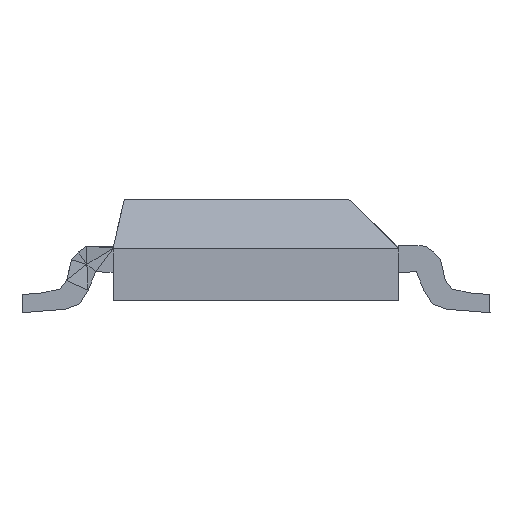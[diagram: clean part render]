
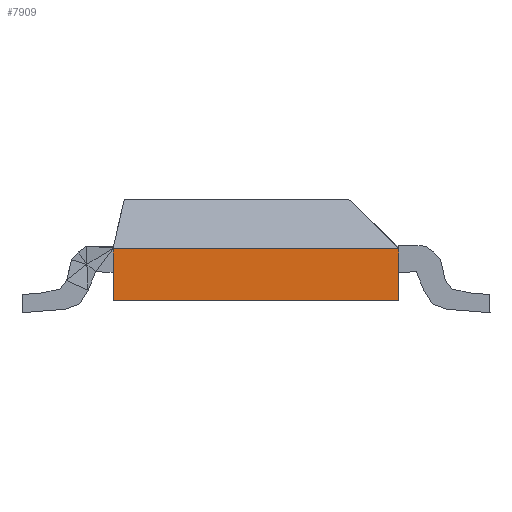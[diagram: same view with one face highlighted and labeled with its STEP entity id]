
A CAD part, left-side view. The second image highlights one B-rep face of the part: STEP entity #7909.
In plain terms, the highlighted planar face has unit normal (-1, 0, 0.003).
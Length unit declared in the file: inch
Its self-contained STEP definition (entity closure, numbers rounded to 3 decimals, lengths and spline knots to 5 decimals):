
#595 = LINE ( 'NONE', #9586, #8312 ) ;
#797 = EDGE_CURVE ( 'NONE', #8337, #9177, #595, .T. ) ;
#820 = CARTESIAN_POINT ( 'NONE',  ( -0.19711, -0.07757, -0.01184 ) ) ;
#1288 = CARTESIAN_POINT ( 'NONE',  ( -0.19711, -0.07757, -0.01184 ) ) ;
#1398 = EDGE_LOOP ( 'NONE', ( #6048, #8062, #6878, #5074 ) ) ;
#1921 = EDGE_CURVE ( 'NONE', #6237, #9177, #9178, .T. ) ;
#1929 = VECTOR ( 'NONE', #9207, 39.37008 ) ;
#2837 = CARTESIAN_POINT ( 'NONE',  ( -0.19703, 0.0751, 0.01566 ) ) ;
#3064 = VECTOR ( 'NONE', #13691, 39.37008 ) ;
#4113 = PLANE ( 'NONE',  #4279 ) ;
#4279 = AXIS2_PLACEMENT_3D ( 'NONE', #8281, #7158, #6228 ) ;
#5074 = ORIENTED_EDGE ( 'NONE', *, *, #1921, .T. ) ;
#5988 = VECTOR ( 'NONE', #11073, 39.37008 ) ;
#6048 = ORIENTED_EDGE ( 'NONE', *, *, #797, .F. ) ;
#6228 = DIRECTION ( 'NONE',  ( 0.003, 0., 1. ) ) ;
#6237 = VERTEX_POINT ( 'NONE', #820 ) ;
#6827 = EDGE_CURVE ( 'NONE', #8337, #8527, #7635, .T. ) ;
#6878 = ORIENTED_EDGE ( 'NONE', *, *, #8895, .T. ) ;
#7158 = DIRECTION ( 'NONE',  ( -1., 0., 0.003 ) ) ;
#7635 = LINE ( 'NONE', #2837, #1929 ) ;
#7909 = ADVANCED_FACE ( 'NONE', ( #11982 ), #4113, .T. ) ;
#7982 = CARTESIAN_POINT ( 'NONE',  ( -0.19703, -0.07769, 0.01566 ) ) ;
#8062 = ORIENTED_EDGE ( 'NONE', *, *, #6827, .T. ) ;
#8281 = CARTESIAN_POINT ( 'NONE',  ( -0.19714, -0.00129, -0.01935 ) ) ;
#8312 = VECTOR ( 'NONE', #9690, 39.37008 ) ;
#8337 = VERTEX_POINT ( 'NONE', #11617 ) ;
#8527 = VERTEX_POINT ( 'NONE', #10079 ) ;
#8895 = EDGE_CURVE ( 'NONE', #8527, #6237, #12102, .T. ) ;
#9177 = VERTEX_POINT ( 'NONE', #7982 ) ;
#9178 = LINE ( 'NONE', #1288, #5988 ) ;
#9207 = DIRECTION ( 'NONE',  ( -0.003, 0.001, -1. ) ) ;
#9586 = CARTESIAN_POINT ( 'NONE',  ( -0.19703, 0.0751, 0.01566 ) ) ;
#9690 = DIRECTION ( 'NONE',  ( 0., -1., 0. ) ) ;
#10079 = CARTESIAN_POINT ( 'NONE',  ( -0.19711, 0.07513, -0.01184 ) ) ;
#11073 = DIRECTION ( 'NONE',  ( 0.003, -0.004, 1. ) ) ;
#11617 = CARTESIAN_POINT ( 'NONE',  ( -0.19703, 0.0751, 0.01566 ) ) ;
#11982 = FACE_OUTER_BOUND ( 'NONE', #1398, .T. ) ;
#12102 = LINE ( 'NONE', #13497, #3064 ) ;
#13497 = CARTESIAN_POINT ( 'NONE',  ( -0.19711, 0.07513, -0.01184 ) ) ;
#13691 = DIRECTION ( 'NONE',  ( 0., -1., 0. ) ) ;
